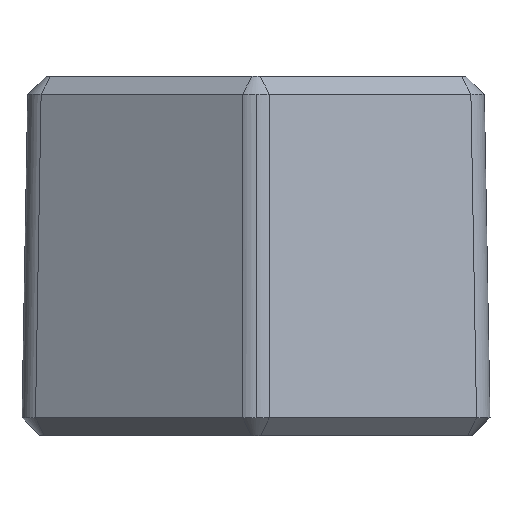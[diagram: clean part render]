
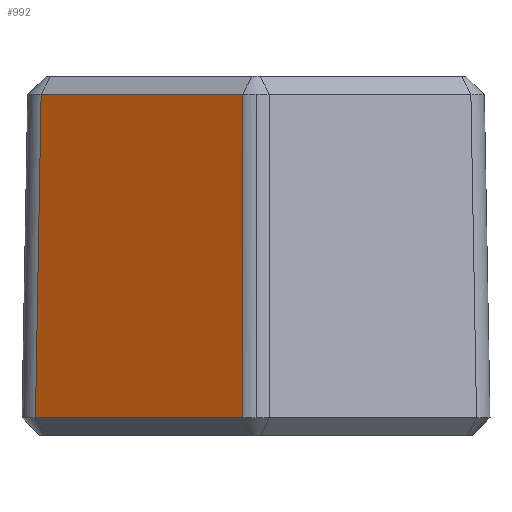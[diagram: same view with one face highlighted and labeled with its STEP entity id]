
A CAD part, left-side view. The second image highlights one B-rep face of the part: STEP entity #992.
In plain terms, the highlighted planar face has unit normal (-0.866, 0.5, 0.018).
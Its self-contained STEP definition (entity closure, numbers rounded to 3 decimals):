
#13 = VERTEX_POINT ( 'NONE', #700 ) ;
#38 = ORIENTED_EDGE ( 'NONE', *, *, #1221, .T. ) ;
#190 = EDGE_LOOP ( 'NONE', ( #38, #2743, #2749, #3173 ) ) ;
#466 = CARTESIAN_POINT ( 'NONE',  ( -3.666, 6.35, 10. ) ) ;
#483 = VERTEX_POINT ( 'NONE', #943 ) ;
#484 = LINE ( 'NONE', #2588, #1849 ) ;
#605 = VECTOR ( 'NONE', #2754, 1000. ) ;
#700 = CARTESIAN_POINT ( 'NONE',  ( -7.308, 0.375, 0.491 ) ) ;
#943 = CARTESIAN_POINT ( 'NONE',  ( -3.888, 5.984, 9.5 ) ) ;
#992 = ADVANCED_FACE ( 'NONE', ( #2315 ), #3305, .T. ) ;
#1033 = DIRECTION ( 'NONE',  ( 0.5, 0.866, 0. ) ) ;
#1148 = CARTESIAN_POINT ( 'NONE',  ( -3.81, 6.433, 0.491 ) ) ;
#1221 = EDGE_CURVE ( 'NONE', #483, #1310, #3337, .T. ) ;
#1263 = CARTESIAN_POINT ( 'NONE',  ( -7.114, 0.375, 10.07 ) ) ;
#1286 = LINE ( 'NONE', #1148, #605 ) ;
#1310 = VERTEX_POINT ( 'NONE', #2168 ) ;
#1394 = LINE ( 'NONE', #1263, #2398 ) ;
#1534 = EDGE_CURVE ( 'NONE', #2650, #483, #484, .T. ) ;
#1602 = DIRECTION ( 'NONE',  ( -0.01, 0.017, -1. ) ) ;
#1685 = VECTOR ( 'NONE', #1602, 1000. ) ;
#1741 = EDGE_CURVE ( 'NONE', #13, #2650, #1394, .T. ) ;
#1849 = VECTOR ( 'NONE', #1033, 1000. ) ;
#2080 = AXIS2_PLACEMENT_3D ( 'NONE', #466, #2524, #3096 ) ;
#2106 = CARTESIAN_POINT ( 'NONE',  ( -3.883, 5.975, 9.996 ) ) ;
#2168 = CARTESIAN_POINT ( 'NONE',  ( -3.978, 6.141, 0.491 ) ) ;
#2302 = EDGE_CURVE ( 'NONE', #1310, #13, #1286, .T. ) ;
#2315 = FACE_OUTER_BOUND ( 'NONE', #190, .T. ) ;
#2398 = VECTOR ( 'NONE', #3106, 1000. ) ;
#2524 = DIRECTION ( 'NONE',  ( -0.866, 0.5, 0.017 ) ) ;
#2588 = CARTESIAN_POINT ( 'NONE',  ( -3.89, 5.979, 9.5 ) ) ;
#2625 = CARTESIAN_POINT ( 'NONE',  ( -7.126, 0.375, 9.5 ) ) ;
#2650 = VERTEX_POINT ( 'NONE', #2625 ) ;
#2743 = ORIENTED_EDGE ( 'NONE', *, *, #2302, .T. ) ;
#2749 = ORIENTED_EDGE ( 'NONE', *, *, #1741, .T. ) ;
#2754 = DIRECTION ( 'NONE',  ( -0.5, -0.866, 0. ) ) ;
#3096 = DIRECTION ( 'NONE',  ( -0.5, -0.866, 0. ) ) ;
#3106 = DIRECTION ( 'NONE',  ( 0.02, 0., 1. ) ) ;
#3173 = ORIENTED_EDGE ( 'NONE', *, *, #1534, .T. ) ;
#3305 = PLANE ( 'NONE',  #2080 ) ;
#3337 = LINE ( 'NONE', #2106, #1685 ) ;
